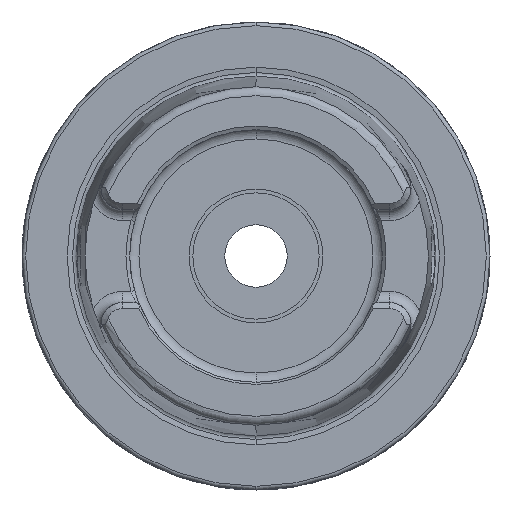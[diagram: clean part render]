
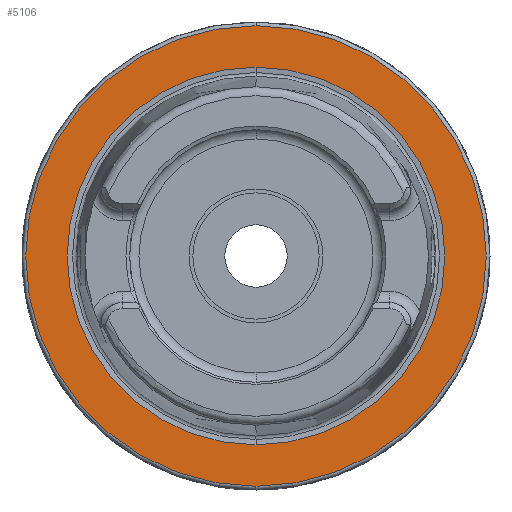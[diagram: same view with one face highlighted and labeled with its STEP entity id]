
A CAD part, left-side view. The second image highlights one B-rep face of the part: STEP entity #5106.
In plain terms, the highlighted planar face has unit normal (-1, 0, 0).
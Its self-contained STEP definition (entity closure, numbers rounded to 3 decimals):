
#1311=CARTESIAN_POINT('',(0.,0.,0.));
#1312=DIRECTION('',(1.,0.,0.));
#1313=DIRECTION('',(0.,0.,-1.));
#1314=AXIS2_PLACEMENT_3D('',#1311,#1312,#1313);
#1316=CARTESIAN_POINT('',(0.,0.,0.));
#1317=DIRECTION('',(1.,0.,0.));
#1318=DIRECTION('',(0.,0.,1.));
#1319=AXIS2_PLACEMENT_3D('',#1316,#1317,#1318);
#1321=CARTESIAN_POINT('',(0.,0.,0.));
#1322=DIRECTION('',(-1.,0.,0.));
#1323=DIRECTION('',(0.,0.,1.));
#1324=AXIS2_PLACEMENT_3D('',#1321,#1322,#1323);
#1326=CARTESIAN_POINT('',(0.,0.,0.));
#1327=DIRECTION('',(-1.,0.,0.));
#1328=DIRECTION('',(0.,0.,-1.));
#1329=AXIS2_PLACEMENT_3D('',#1326,#1327,#1328);
#3022=CARTESIAN_POINT('',(0.,0.,-25.42));
#3023=CARTESIAN_POINT('',(0.,0.,25.42));
#3024=VERTEX_POINT('',#3022);
#3025=VERTEX_POINT('',#3023);
#3351=CARTESIAN_POINT('',(0.,0.,31.));
#3352=CARTESIAN_POINT('',(0.,0.,-31.));
#3353=VERTEX_POINT('',#3351);
#3354=VERTEX_POINT('',#3352);
#5090=CARTESIAN_POINT('',(0.,0.,0.));
#5091=DIRECTION('',(1.,0.,0.));
#5092=DIRECTION('',(0.,0.,1.));
#5093=AXIS2_PLACEMENT_3D('',#5090,#5091,#5092);
#5094=PLANE('',#5093);
#5095=ORIENTED_EDGE('',*,*,#5080,.F.);
#5097=ORIENTED_EDGE('',*,*,#5096,.F.);
#5098=EDGE_LOOP('',(#5095,#5097));
#5099=FACE_OUTER_BOUND('',#5098,.F.);
#5101=ORIENTED_EDGE('',*,*,#5100,.F.);
#5103=ORIENTED_EDGE('',*,*,#5102,.F.);
#5104=EDGE_LOOP('',(#5101,#5103));
#5105=FACE_BOUND('',#5104,.F.);
#5106=ADVANCED_FACE('',(#5099,#5105),#5094,.F.);
#1315=CIRCLE('',#1314,25.42);
#1320=CIRCLE('',#1319,25.42);
#1325=CIRCLE('',#1324,31.);
#1330=CIRCLE('',#1329,31.);
#5080=EDGE_CURVE('',#3353,#3354,#1325,.T.);
#5096=EDGE_CURVE('',#3354,#3353,#1330,.T.);
#5100=EDGE_CURVE('',#3024,#3025,#1315,.T.);
#5102=EDGE_CURVE('',#3025,#3024,#1320,.T.);
